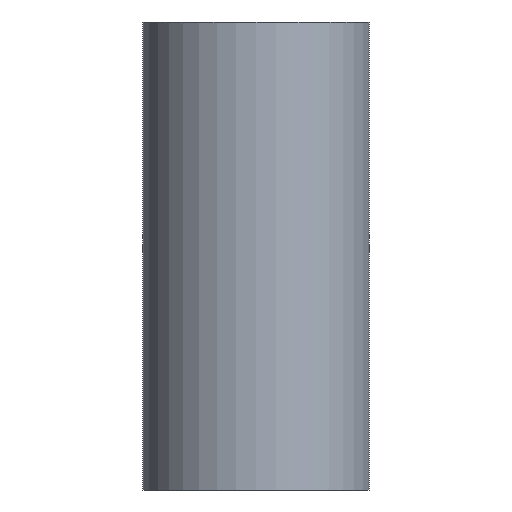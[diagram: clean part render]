
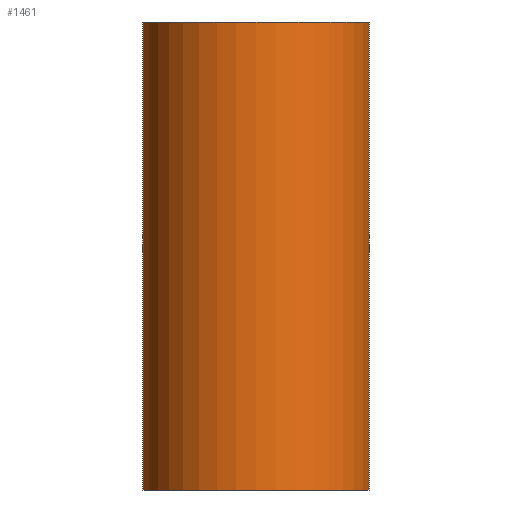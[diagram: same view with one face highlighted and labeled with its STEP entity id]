
A CAD part, front view. The second image highlights one B-rep face of the part: STEP entity #1461.
In plain terms, the highlighted cylindrical face has radius 50.8 mm (diameter 101.6 mm), a partial arc.
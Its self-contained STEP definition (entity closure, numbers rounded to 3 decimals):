
#21 = CARTESIAN_POINT ( 'NONE',  ( 0., 0., 104.8 ) ) ;
#41 = FACE_OUTER_BOUND ( 'NONE', #179, .T. ) ;
#108 = VERTEX_POINT ( 'NONE', #1160 ) ;
#172 = VERTEX_POINT ( 'NONE', #187 ) ;
#177 = DIRECTION ( 'NONE',  ( 1., 0., 0. ) ) ;
#179 = EDGE_LOOP ( 'NONE', ( #1480, #391, #658, #408 ) ) ;
#183 = CIRCLE ( 'NONE', #1489, 50.8 ) ;
#187 = CARTESIAN_POINT ( 'NONE',  ( -50.8, 0., -104.8 ) ) ;
#228 = VECTOR ( 'NONE', #1798, 1000. ) ;
#235 = EDGE_CURVE ( 'NONE', #1739, #108, #932, .T. ) ;
#246 = AXIS2_PLACEMENT_3D ( 'NONE', #640, #1083, #1686 ) ;
#334 = AXIS2_PLACEMENT_3D ( 'NONE', #1582, #1448, #1060 ) ;
#391 = ORIENTED_EDGE ( 'NONE', *, *, #513, .F. ) ;
#405 = CARTESIAN_POINT ( 'NONE',  ( 50.8, 0., 104.8 ) ) ;
#408 = ORIENTED_EDGE ( 'NONE', *, *, #1161, .T. ) ;
#474 = VERTEX_POINT ( 'NONE', #1494 ) ;
#476 = EDGE_CURVE ( 'NONE', #474, #172, #509, .T. ) ;
#509 = LINE ( 'NONE', #669, #1484 ) ;
#513 = EDGE_CURVE ( 'NONE', #474, #1739, #183, .T. ) ;
#561 = CYLINDRICAL_SURFACE ( 'NONE', #246, 50.8 ) ;
#640 = CARTESIAN_POINT ( 'NONE',  ( 0., 0., 104.8 ) ) ;
#658 = ORIENTED_EDGE ( 'NONE', *, *, #476, .T. ) ;
#669 = CARTESIAN_POINT ( 'NONE',  ( -50.8, 0., 104.8 ) ) ;
#932 = LINE ( 'NONE', #405, #228 ) ;
#940 = CIRCLE ( 'NONE', #334, 50.8 ) ;
#1060 = DIRECTION ( 'NONE',  ( 1., 0., 0. ) ) ;
#1083 = DIRECTION ( 'NONE',  ( 0., 0., -1. ) ) ;
#1160 = CARTESIAN_POINT ( 'NONE',  ( 50.8, 0., -104.8 ) ) ;
#1161 = EDGE_CURVE ( 'NONE', #172, #108, #940, .T. ) ;
#1411 = DIRECTION ( 'NONE',  ( 0., 0., 1. ) ) ;
#1422 = CARTESIAN_POINT ( 'NONE',  ( 50.8, 0., 104.8 ) ) ;
#1448 = DIRECTION ( 'NONE',  ( 0., 0., 1. ) ) ;
#1461 = ADVANCED_FACE ( 'NONE', ( #41 ), #561, .T. ) ;
#1480 = ORIENTED_EDGE ( 'NONE', *, *, #235, .F. ) ;
#1484 = VECTOR ( 'NONE', #1786, 1000. ) ;
#1489 = AXIS2_PLACEMENT_3D ( 'NONE', #21, #1411, #177 ) ;
#1494 = CARTESIAN_POINT ( 'NONE',  ( -50.8, 0., 104.8 ) ) ;
#1582 = CARTESIAN_POINT ( 'NONE',  ( 0., 0., -104.8 ) ) ;
#1686 = DIRECTION ( 'NONE',  ( -1., 0., 0. ) ) ;
#1739 = VERTEX_POINT ( 'NONE', #1422 ) ;
#1786 = DIRECTION ( 'NONE',  ( 0., 0., -1. ) ) ;
#1798 = DIRECTION ( 'NONE',  ( 0., 0., -1. ) ) ;
